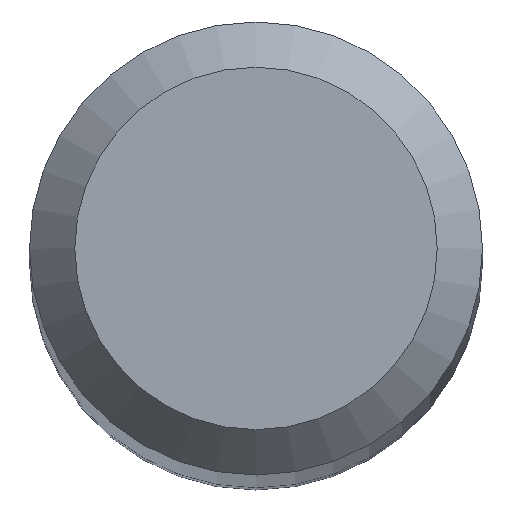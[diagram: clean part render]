
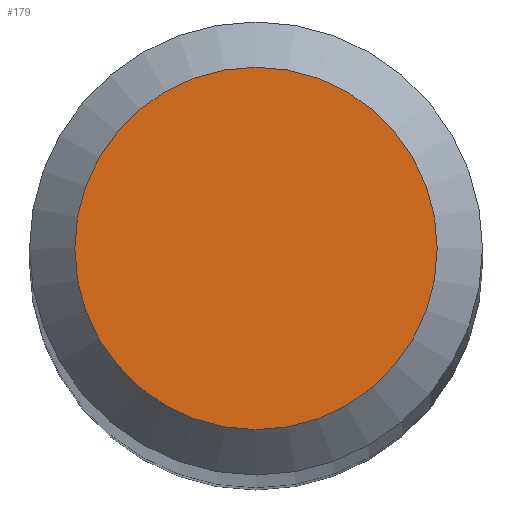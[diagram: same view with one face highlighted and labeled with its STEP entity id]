
A CAD part, top view. The second image highlights one B-rep face of the part: STEP entity #179.
In plain terms, the highlighted planar face has unit normal (0, 0, 1).
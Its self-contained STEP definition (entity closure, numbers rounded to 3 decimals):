
#5 = EDGE_LOOP ( 'NONE', ( #84 ) ) ;
#6 = VERTEX_POINT ( 'NONE', #91 ) ;
#12 = AXIS2_PLACEMENT_3D ( 'NONE', #146, #159, #163 ) ;
#16 = AXIS2_PLACEMENT_3D ( 'NONE', #59, #164, #23 ) ;
#21 = PLANE ( 'NONE',  #12 ) ;
#23 = DIRECTION ( 'NONE',  ( 0., 1., 0. ) ) ;
#54 = FACE_OUTER_BOUND ( 'NONE', #5, .T. ) ;
#59 = CARTESIAN_POINT ( 'NONE',  ( 0., 0., 38. ) ) ;
#84 = ORIENTED_EDGE ( 'NONE', *, *, #166, .F. ) ;
#91 = CARTESIAN_POINT ( 'NONE',  ( 0., 0.8, 38. ) ) ;
#146 = CARTESIAN_POINT ( 'NONE',  ( 0., 0., 38. ) ) ;
#159 = DIRECTION ( 'NONE',  ( 0., 0., -1. ) ) ;
#163 = DIRECTION ( 'NONE',  ( 0., 1., 0. ) ) ;
#164 = DIRECTION ( 'NONE',  ( 0., 0., -1. ) ) ;
#166 = EDGE_CURVE ( 'NONE', #6, #6, #198, .T. ) ;
#179 = ADVANCED_FACE ( 'NONE', ( #54 ), #21, .F. ) ;
#198 = CIRCLE ( 'NONE', #16, 0.8 ) ;
